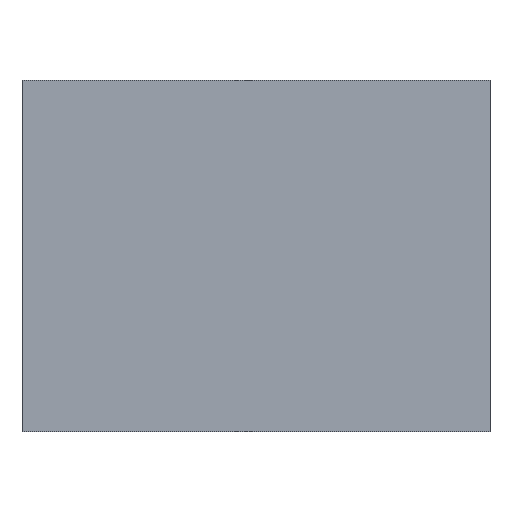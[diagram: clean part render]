
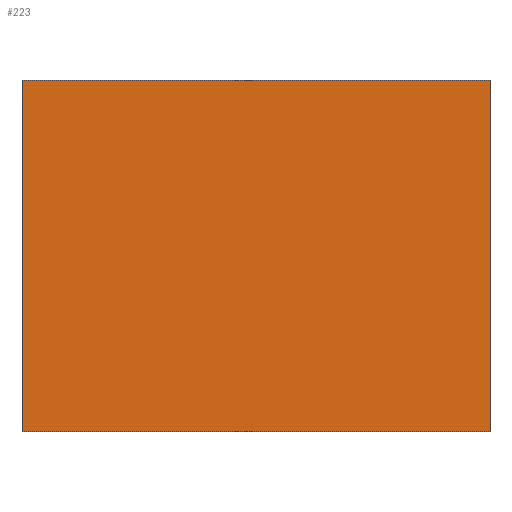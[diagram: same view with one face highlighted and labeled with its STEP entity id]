
A CAD part, front view. The second image highlights one B-rep face of the part: STEP entity #223.
In plain terms, the highlighted planar face has unit normal (0, -1, 0).
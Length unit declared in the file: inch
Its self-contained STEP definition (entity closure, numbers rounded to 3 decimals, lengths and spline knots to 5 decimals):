
#14 = VERTEX_POINT ( 'NONE', #58 ) ;
#18 = EDGE_CURVE ( 'NONE', #105, #21, #67, .T. ) ;
#19 = EDGE_LOOP ( 'NONE', ( #32, #237, #231, #33 ) ) ;
#21 = VERTEX_POINT ( 'NONE', #94 ) ;
#22 = EDGE_CURVE ( 'NONE', #30, #21, #95, .T. ) ;
#30 = VERTEX_POINT ( 'NONE', #117 ) ;
#32 = ORIENTED_EDGE ( 'NONE', *, *, #22, .T. ) ;
#33 = ORIENTED_EDGE ( 'NONE', *, *, #70, .T. ) ;
#45 = FACE_OUTER_BOUND ( 'NONE', #19, .T. ) ;
#46 = PLANE ( 'NONE',  #47 ) ;
#47 = AXIS2_PLACEMENT_3D ( 'NONE', #48, #49, #50 ) ;
#48 = CARTESIAN_POINT ( 'NONE',  ( 0., 0., 0.75 ) ) ;
#49 = DIRECTION ( 'NONE',  ( 0., 1., 0. ) ) ;
#50 = DIRECTION ( 'NONE',  ( 0., 0., 1. ) ) ;
#58 = CARTESIAN_POINT ( 'NONE',  ( 0., 0., 0.75 ) ) ;
#67 = LINE ( 'NONE', #68, #69 ) ;
#68 = CARTESIAN_POINT ( 'NONE',  ( 1., 0., 0.75 ) ) ;
#69 = VECTOR ( 'NONE', #72, 39.37008 ) ;
#70 = EDGE_CURVE ( 'NONE', #14, #30, #122, .T. ) ;
#72 = DIRECTION ( 'NONE',  ( 0., 0., -1. ) ) ;
#94 = CARTESIAN_POINT ( 'NONE',  ( 1., 0., 0. ) ) ;
#95 = LINE ( 'NONE', #96, #97 ) ;
#96 = CARTESIAN_POINT ( 'NONE',  ( 0., 0., 0. ) ) ;
#97 = VECTOR ( 'NONE', #98, 39.37008 ) ;
#98 = DIRECTION ( 'NONE',  ( 1., 0., 0. ) ) ;
#105 = VERTEX_POINT ( 'NONE', #127 ) ;
#112 = LINE ( 'NONE', #113, #114 ) ;
#113 = CARTESIAN_POINT ( 'NONE',  ( 0., 0., 0.75 ) ) ;
#114 = VECTOR ( 'NONE', #115, 39.37008 ) ;
#115 = DIRECTION ( 'NONE',  ( 1., 0., 0. ) ) ;
#117 = CARTESIAN_POINT ( 'NONE',  ( 0., 0., 0. ) ) ;
#122 = LINE ( 'NONE', #123, #124 ) ;
#123 = CARTESIAN_POINT ( 'NONE',  ( 0., 0., 0.75 ) ) ;
#124 = VECTOR ( 'NONE', #125, 39.37008 ) ;
#125 = DIRECTION ( 'NONE',  ( 0., 0., -1. ) ) ;
#127 = CARTESIAN_POINT ( 'NONE',  ( 1., 0., 0.75 ) ) ;
#223 = ADVANCED_FACE ( 'NONE', ( #45 ), #46, .F. ) ;
#231 = ORIENTED_EDGE ( 'NONE', *, *, #238, .F. ) ;
#237 = ORIENTED_EDGE ( 'NONE', *, *, #18, .F. ) ;
#238 = EDGE_CURVE ( 'NONE', #14, #105, #112, .T. ) ;
